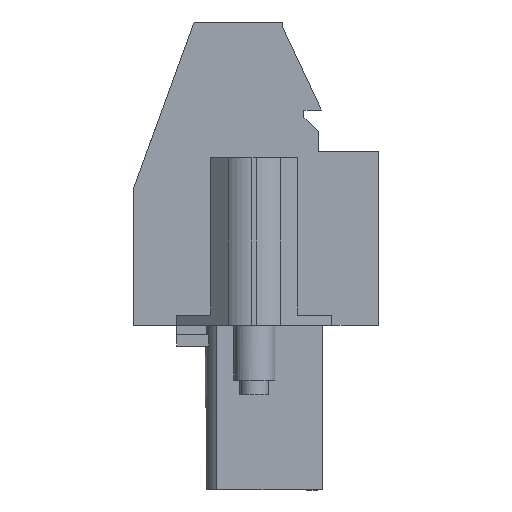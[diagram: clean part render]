
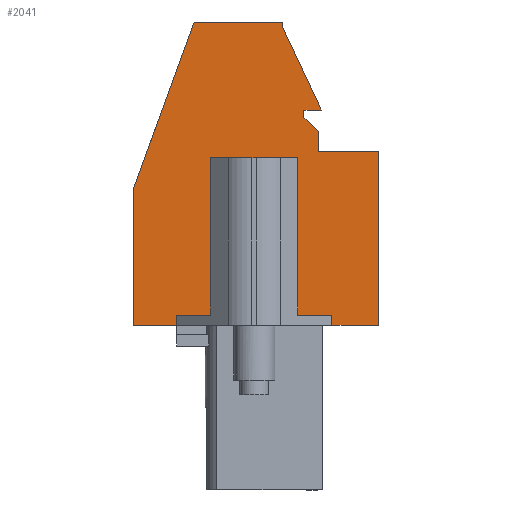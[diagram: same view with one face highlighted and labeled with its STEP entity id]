
A CAD part, left-side view. The second image highlights one B-rep face of the part: STEP entity #2041.
In plain terms, the highlighted planar face has unit normal (-1, 0, 0).
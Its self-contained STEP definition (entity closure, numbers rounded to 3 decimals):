
#871=AXIS2_PLACEMENT_3D('Plane Axis2P3D',#868,#869,#870) ;
#107=CARTESIAN_POINT('Line Origine',(3.47,1.125,7.95)) ;
#111=CARTESIAN_POINT('Vertex',(3.47,2.25,7.95)) ;
#113=CARTESIAN_POINT('Vertex',(3.47,0.,7.95)) ;
#162=CARTESIAN_POINT('Vertex',(3.47,9.75,7.95)) ;
#165=CARTESIAN_POINT('Line Origine',(3.47,10.79,7.95)) ;
#169=CARTESIAN_POINT('Vertex',(3.47,11.83,7.95)) ;
#868=CARTESIAN_POINT('Axis2P3D Location',(3.47,12.132,0.)) ;
#1929=CARTESIAN_POINT('Line Origine',(3.47,0.,12.15)) ;
#1933=CARTESIAN_POINT('Vertex',(3.47,0.,16.35)) ;
#1936=CARTESIAN_POINT('Line Origine',(3.47,1.45,16.35)) ;
#1940=CARTESIAN_POINT('Vertex',(3.47,2.9,16.35)) ;
#1943=CARTESIAN_POINT('Line Origine',(3.47,2.9,16.825)) ;
#1947=CARTESIAN_POINT('Vertex',(3.47,2.9,17.3)) ;
#1950=CARTESIAN_POINT('Line Origine',(3.47,3.25,17.65)) ;
#1954=CARTESIAN_POINT('Vertex',(3.47,3.6,18.)) ;
#1957=CARTESIAN_POINT('Line Origine',(3.47,3.6,18.175)) ;
#1961=CARTESIAN_POINT('Vertex',(3.47,3.6,18.35)) ;
#1964=CARTESIAN_POINT('Line Origine',(3.47,3.18,18.35)) ;
#1968=CARTESIAN_POINT('Vertex',(3.47,2.76,18.35)) ;
#1971=CARTESIAN_POINT('Line Origine',(3.47,3.704,20.375)) ;
#1975=CARTESIAN_POINT('Vertex',(3.47,4.649,22.4)) ;
#1978=CARTESIAN_POINT('Line Origine',(3.47,4.649,22.5)) ;
#1982=CARTESIAN_POINT('Vertex',(3.47,4.649,22.6)) ;
#1985=CARTESIAN_POINT('Line Origine',(3.47,6.778,22.6)) ;
#1989=CARTESIAN_POINT('Vertex',(3.47,8.908,22.6)) ;
#1992=CARTESIAN_POINT('Line Origine',(3.47,10.369,18.586)) ;
#1996=CARTESIAN_POINT('Vertex',(3.47,11.83,14.572)) ;
#1999=CARTESIAN_POINT('Line Origine',(3.47,11.83,11.261)) ;
#2004=CARTESIAN_POINT('Line Origine',(3.47,9.75,8.2)) ;
#2008=CARTESIAN_POINT('Vertex',(3.47,9.75,8.45)) ;
#2011=CARTESIAN_POINT('Line Origine',(3.47,6.,8.45)) ;
#2015=CARTESIAN_POINT('Vertex',(3.47,2.25,8.45)) ;
#2018=CARTESIAN_POINT('Line Origine',(3.47,2.25,8.2)) ;
#108=DIRECTION('Vector Direction',(0.,1.,0.)) ;
#166=DIRECTION('Vector Direction',(0.,-1.,0.)) ;
#869=DIRECTION('Axis2P3D Direction',(-1.,0.,0.)) ;
#870=DIRECTION('Axis2P3D XDirection',(0.,-1.,0.)) ;
#1930=DIRECTION('Vector Direction',(0.,0.,1.)) ;
#1937=DIRECTION('Vector Direction',(0.,1.,0.)) ;
#1944=DIRECTION('Vector Direction',(0.,0.,1.)) ;
#1951=DIRECTION('Vector Direction',(0.,0.707,0.707)) ;
#1958=DIRECTION('Vector Direction',(0.,0.,1.)) ;
#1965=DIRECTION('Vector Direction',(0.,-1.,0.)) ;
#1972=DIRECTION('Vector Direction',(0.,0.423,0.906)) ;
#1979=DIRECTION('Vector Direction',(0.,0.,1.)) ;
#1986=DIRECTION('Vector Direction',(0.,1.,0.)) ;
#1993=DIRECTION('Vector Direction',(0.,0.342,-0.94)) ;
#2000=DIRECTION('Vector Direction',(0.,0.,1.)) ;
#2005=DIRECTION('Vector Direction',(0.,0.,1.)) ;
#2012=DIRECTION('Vector Direction',(0.,1.,0.)) ;
#2019=DIRECTION('Vector Direction',(0.,0.,1.)) ;
#109=VECTOR('Line Direction',#108,1.) ;
#167=VECTOR('Line Direction',#166,1.) ;
#1931=VECTOR('Line Direction',#1930,1.) ;
#1938=VECTOR('Line Direction',#1937,1.) ;
#1945=VECTOR('Line Direction',#1944,1.) ;
#1952=VECTOR('Line Direction',#1951,1.) ;
#1959=VECTOR('Line Direction',#1958,1.) ;
#1966=VECTOR('Line Direction',#1965,1.) ;
#1973=VECTOR('Line Direction',#1972,1.) ;
#1980=VECTOR('Line Direction',#1979,1.) ;
#1987=VECTOR('Line Direction',#1986,1.) ;
#1994=VECTOR('Line Direction',#1993,1.) ;
#2001=VECTOR('Line Direction',#2000,1.) ;
#2006=VECTOR('Line Direction',#2005,1.) ;
#2013=VECTOR('Line Direction',#2012,1.) ;
#2020=VECTOR('Line Direction',#2019,1.) ;
#2024=ORIENTED_EDGE('',*,*,#115,.T.) ;
#2025=ORIENTED_EDGE('',*,*,#1935,.T.) ;
#2026=ORIENTED_EDGE('',*,*,#1942,.T.) ;
#2027=ORIENTED_EDGE('',*,*,#1949,.T.) ;
#2028=ORIENTED_EDGE('',*,*,#1956,.T.) ;
#2029=ORIENTED_EDGE('',*,*,#1963,.T.) ;
#2030=ORIENTED_EDGE('',*,*,#1970,.T.) ;
#2031=ORIENTED_EDGE('',*,*,#1977,.T.) ;
#2032=ORIENTED_EDGE('',*,*,#1984,.T.) ;
#2033=ORIENTED_EDGE('',*,*,#1991,.T.) ;
#2034=ORIENTED_EDGE('',*,*,#1998,.T.) ;
#2035=ORIENTED_EDGE('',*,*,#2003,.T.) ;
#2036=ORIENTED_EDGE('',*,*,#171,.F.) ;
#2037=ORIENTED_EDGE('',*,*,#2010,.T.) ;
#2038=ORIENTED_EDGE('',*,*,#2017,.F.) ;
#2039=ORIENTED_EDGE('',*,*,#2022,.F.) ;
#2041=ADVANCED_FACE('HOUSING',(#2040),#872,.T.) ;
#115=EDGE_CURVE('',#112,#114,#110,.F.) ;
#171=EDGE_CURVE('',#163,#170,#168,.F.) ;
#1935=EDGE_CURVE('',#114,#1934,#1932,.T.) ;
#1942=EDGE_CURVE('',#1934,#1941,#1939,.T.) ;
#1949=EDGE_CURVE('',#1941,#1948,#1946,.T.) ;
#1956=EDGE_CURVE('',#1948,#1955,#1953,.T.) ;
#1963=EDGE_CURVE('',#1955,#1962,#1960,.T.) ;
#1970=EDGE_CURVE('',#1962,#1969,#1967,.T.) ;
#1977=EDGE_CURVE('',#1969,#1976,#1974,.T.) ;
#1984=EDGE_CURVE('',#1976,#1983,#1981,.T.) ;
#1991=EDGE_CURVE('',#1983,#1990,#1988,.T.) ;
#1998=EDGE_CURVE('',#1990,#1997,#1995,.T.) ;
#2003=EDGE_CURVE('',#1997,#170,#2002,.F.) ;
#2010=EDGE_CURVE('',#163,#2009,#2007,.T.) ;
#2017=EDGE_CURVE('',#2016,#2009,#2014,.T.) ;
#2022=EDGE_CURVE('',#112,#2016,#2021,.T.) ;
#2023=EDGE_LOOP('',(#2024,#2025,#2026,#2027,#2028,#2029,#2030,#2031,#2032,#2033,#2034,#2035,#2036,#2037,#2038,#2039)) ;
#2040=FACE_OUTER_BOUND('',#2023,.T.) ;
#110=LINE('Line',#107,#109) ;
#168=LINE('Line',#165,#167) ;
#1932=LINE('Line',#1929,#1931) ;
#1939=LINE('Line',#1936,#1938) ;
#1946=LINE('Line',#1943,#1945) ;
#1953=LINE('Line',#1950,#1952) ;
#1960=LINE('Line',#1957,#1959) ;
#1967=LINE('Line',#1964,#1966) ;
#1974=LINE('Line',#1971,#1973) ;
#1981=LINE('Line',#1978,#1980) ;
#1988=LINE('Line',#1985,#1987) ;
#1995=LINE('Line',#1992,#1994) ;
#2002=LINE('Line',#1999,#2001) ;
#2007=LINE('Line',#2004,#2006) ;
#2014=LINE('Line',#2011,#2013) ;
#2021=LINE('Line',#2018,#2020) ;
#872=PLANE('',#871) ;
#112=VERTEX_POINT('',#111) ;
#114=VERTEX_POINT('',#113) ;
#163=VERTEX_POINT('',#162) ;
#170=VERTEX_POINT('',#169) ;
#1934=VERTEX_POINT('',#1933) ;
#1941=VERTEX_POINT('',#1940) ;
#1948=VERTEX_POINT('',#1947) ;
#1955=VERTEX_POINT('',#1954) ;
#1962=VERTEX_POINT('',#1961) ;
#1969=VERTEX_POINT('',#1968) ;
#1976=VERTEX_POINT('',#1975) ;
#1983=VERTEX_POINT('',#1982) ;
#1990=VERTEX_POINT('',#1989) ;
#1997=VERTEX_POINT('',#1996) ;
#2009=VERTEX_POINT('',#2008) ;
#2016=VERTEX_POINT('',#2015) ;
